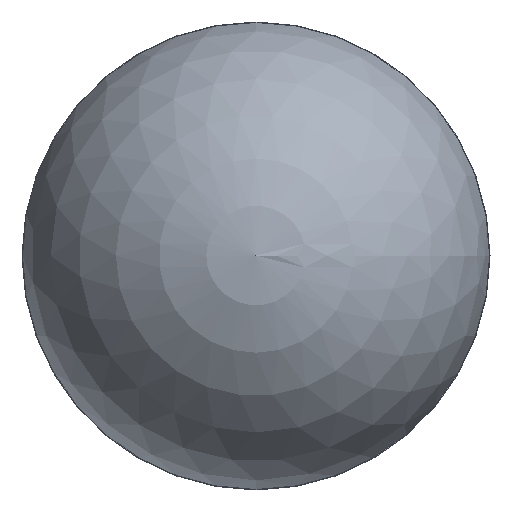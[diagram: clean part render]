
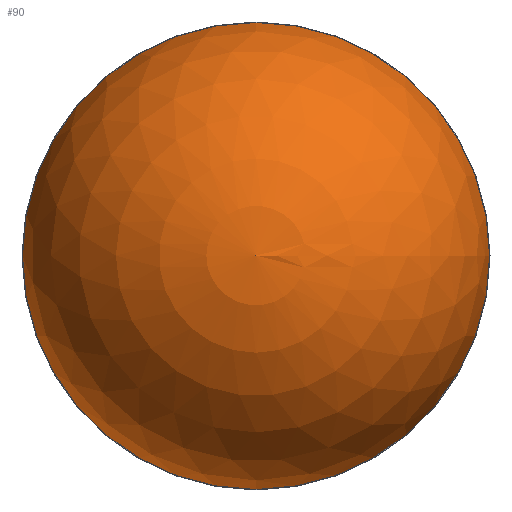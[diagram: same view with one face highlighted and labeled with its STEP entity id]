
A CAD part, top view. The second image highlights one B-rep face of the part: STEP entity #90.
In plain terms, the highlighted spherical face has radius 23.5 mm.
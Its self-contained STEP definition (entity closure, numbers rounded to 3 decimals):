
#90 = ADVANCED_FACE( '', ( #200 ), #201, .T. );
#200 = FACE_OUTER_BOUND( '', #325, .T. );
#201 = SPHERICAL_SURFACE( '', #326, 23.5 );
#325 = EDGE_LOOP( '', ( #511 ) );
#326 = AXIS2_PLACEMENT_3D( '', #512, #513, #514 );
#511 = ORIENTED_EDGE( '', *, *, #685, .F. );
#512 = CARTESIAN_POINT( '', ( 0., 0., 22. ) );
#513 = DIRECTION( '', ( 0., 0., 1. ) );
#514 = DIRECTION( '', ( 1., 0., 0. ) );
#685 = EDGE_CURVE( '', #805, #805, #806, .F. );
#805 = VERTEX_POINT( '', #969 );
#806 = CIRCLE( '', #970, 23.438 );
#969 = CARTESIAN_POINT( '', ( 23.438, 0., 23.71 ) );
#970 = AXIS2_PLACEMENT_3D( '', #1138, #1139, #1140 );
#1138 = CARTESIAN_POINT( '', ( 0., 0., 23.71 ) );
#1139 = DIRECTION( '', ( 0., 0., 1. ) );
#1140 = DIRECTION( '', ( 1., 0., 0. ) );
